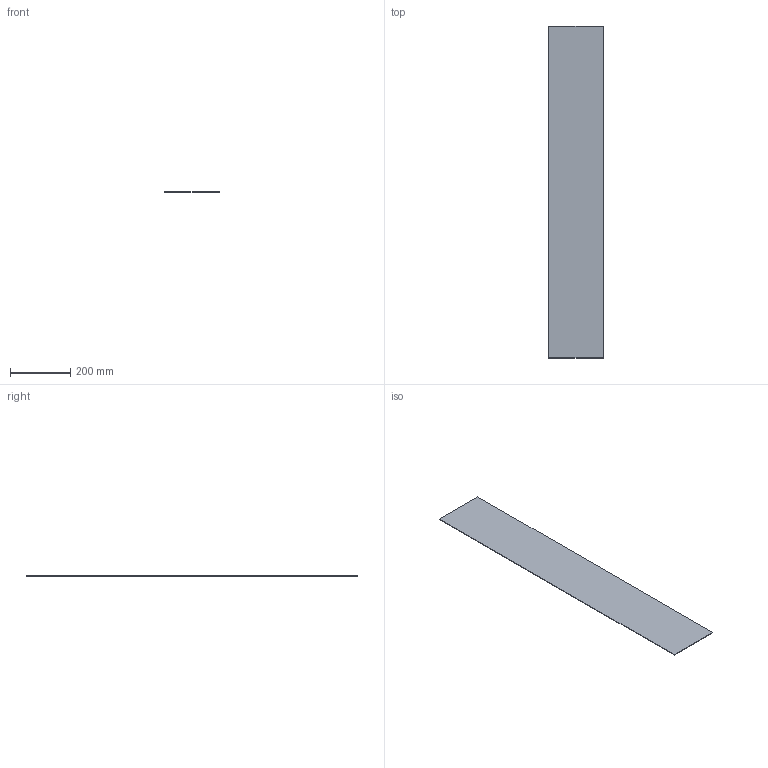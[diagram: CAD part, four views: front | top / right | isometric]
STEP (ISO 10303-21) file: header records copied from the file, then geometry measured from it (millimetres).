
FILE_DESCRIPTION(('STEP AP214'),'1');
FILE_NAME('cctmp_DCD6163E-484C-4A6B-A6F2-61F64CA0AEBB_2025_01_21_21_20_57_0402_48516..stp','2025-01-21T20:20:57',('KiM GmbH'),('CADClick - www.CADClick.com'),'Spatial InterOp 3D',' ','unknown authorization');
FILE_SCHEMA(('AUTOMOTIVE_DESIGN'));
Length unit declared in the file: millimetre
Products named in the file (1): item_0047308_Blech Al 2mm_L=1100_B=180_1
Bounding box: 180 x 1100 x 2 mm (x, y, z)
Volume: 396000 mm3; surface area: 401120 mm2
Topology: 1 solids, 1 shells, 6 faces, 12 edges, 8 vertices
Faces by surface type: plane 6
Entity records: 228 total; most frequent: CARTESIAN_POINT 27, DIRECTION 26, ORIENTED_EDGE 24, EDGE_CURVE 12, LINE 12, VECTOR 12, VERTEX_POINT 8, STYLED_ITEM 7
